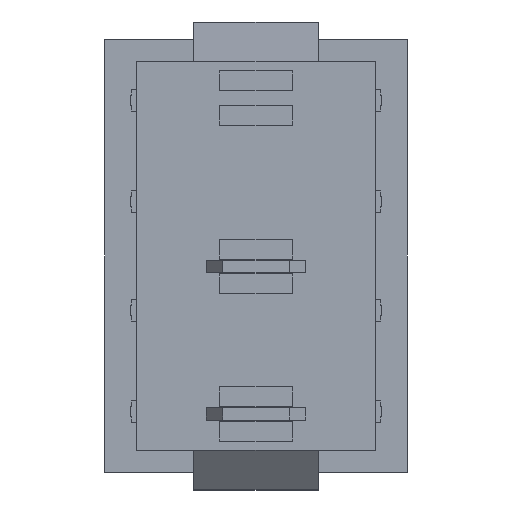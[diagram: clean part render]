
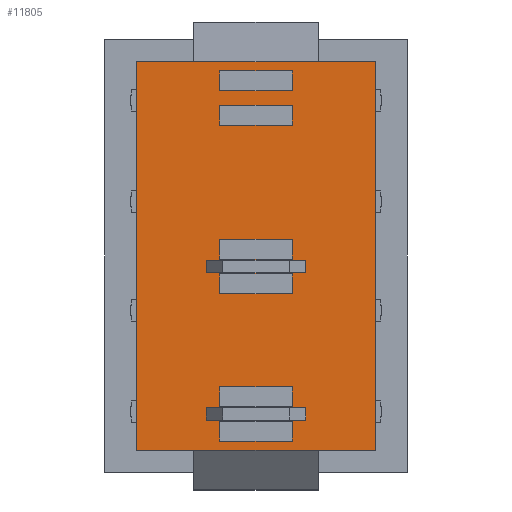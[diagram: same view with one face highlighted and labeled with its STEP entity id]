
A CAD part, front view. The second image highlights one B-rep face of the part: STEP entity #11805.
In plain terms, the highlighted planar face has unit normal (0, -1, 0).
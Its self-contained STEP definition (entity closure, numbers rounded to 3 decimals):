
#97=FACE_BOUND('',#3926,.T.);
#98=FACE_BOUND('',#3927,.T.);
#99=FACE_BOUND('',#3928,.T.);
#100=FACE_BOUND('',#3929,.T.);
#101=FACE_BOUND('',#3930,.T.);
#102=FACE_BOUND('',#3931,.T.);
#821=LINE('',#21621,#1940);
#828=LINE('',#21636,#1947);
#832=LINE('',#21644,#1951);
#835=LINE('',#21650,#1954);
#838=LINE('',#21655,#1957);
#840=LINE('',#21661,#1959);
#844=LINE('',#21669,#1963);
#847=LINE('',#21675,#1966);
#850=LINE('',#21680,#1969);
#852=LINE('',#21686,#1971);
#856=LINE('',#21694,#1975);
#859=LINE('',#21700,#1978);
#862=LINE('',#21705,#1981);
#864=LINE('',#21711,#1983);
#868=LINE('',#21719,#1987);
#871=LINE('',#21725,#1990);
#874=LINE('',#21730,#1993);
#876=LINE('',#21736,#1995);
#880=LINE('',#21744,#1999);
#883=LINE('',#21750,#2002);
#886=LINE('',#21755,#2005);
#888=LINE('',#21761,#2007);
#892=LINE('',#21769,#2011);
#895=LINE('',#21775,#2014);
#898=LINE('',#21780,#2017);
#1061=LINE('',#22102,#2180);
#1138=LINE('',#22269,#2257);
#1139=LINE('',#22271,#2258);
#1940=VECTOR('',#13317,10.);
#1947=VECTOR('',#13326,10.);
#1951=VECTOR('',#13332,10.);
#1954=VECTOR('',#13337,10.);
#1957=VECTOR('',#13342,10.);
#1959=VECTOR('',#13348,10.);
#1963=VECTOR('',#13354,10.);
#1966=VECTOR('',#13359,10.);
#1969=VECTOR('',#13364,10.);
#1971=VECTOR('',#13370,10.);
#1975=VECTOR('',#13376,10.);
#1978=VECTOR('',#13381,10.);
#1981=VECTOR('',#13386,10.);
#1983=VECTOR('',#13392,10.);
#1987=VECTOR('',#13398,10.);
#1990=VECTOR('',#13403,10.);
#1993=VECTOR('',#13408,10.);
#1995=VECTOR('',#13414,10.);
#1999=VECTOR('',#13420,10.);
#2002=VECTOR('',#13425,10.);
#2005=VECTOR('',#13430,10.);
#2007=VECTOR('',#13436,10.);
#2011=VECTOR('',#13442,10.);
#2014=VECTOR('',#13447,10.);
#2017=VECTOR('',#13452,10.);
#2180=VECTOR('',#13707,10.);
#2257=VECTOR('',#13884,10.);
#2258=VECTOR('',#13887,10.);
#2643=PLANE('',#12189);
#3252=FACE_OUTER_BOUND('',#3925,.T.);
#3925=EDGE_LOOP('',(#10623,#10624,#10625,#10626));
#3926=EDGE_LOOP('',(#10627,#10628,#10629,#10630));
#3927=EDGE_LOOP('',(#10631,#10632,#10633,#10634));
#3928=EDGE_LOOP('',(#10635,#10636,#10637,#10638));
#3929=EDGE_LOOP('',(#10639,#10640,#10641,#10642));
#3930=EDGE_LOOP('',(#10643,#10644,#10645,#10646));
#3931=EDGE_LOOP('',(#10647,#10648,#10649,#10650));
#5440=VERTEX_POINT('',#21618);
#5441=VERTEX_POINT('',#21620);
#5447=VERTEX_POINT('',#21634);
#5448=VERTEX_POINT('',#21635);
#5451=VERTEX_POINT('',#21643);
#5453=VERTEX_POINT('',#21649);
#5455=VERTEX_POINT('',#21659);
#5456=VERTEX_POINT('',#21660);
#5459=VERTEX_POINT('',#21668);
#5461=VERTEX_POINT('',#21674);
#5463=VERTEX_POINT('',#21684);
#5464=VERTEX_POINT('',#21685);
#5467=VERTEX_POINT('',#21693);
#5469=VERTEX_POINT('',#21699);
#5471=VERTEX_POINT('',#21709);
#5472=VERTEX_POINT('',#21710);
#5475=VERTEX_POINT('',#21718);
#5477=VERTEX_POINT('',#21724);
#5479=VERTEX_POINT('',#21734);
#5480=VERTEX_POINT('',#21735);
#5483=VERTEX_POINT('',#21743);
#5485=VERTEX_POINT('',#21749);
#5487=VERTEX_POINT('',#21759);
#5488=VERTEX_POINT('',#21760);
#5491=VERTEX_POINT('',#21768);
#5493=VERTEX_POINT('',#21774);
#5606=VERTEX_POINT('',#22099);
#5607=VERTEX_POINT('',#22101);
#7006=EDGE_CURVE('',#5440,#5441,#821,.T.);
#7013=EDGE_CURVE('',#5447,#5448,#828,.T.);
#7017=EDGE_CURVE('',#5448,#5451,#832,.T.);
#7020=EDGE_CURVE('',#5451,#5453,#835,.T.);
#7023=EDGE_CURVE('',#5453,#5447,#838,.T.);
#7025=EDGE_CURVE('',#5455,#5456,#840,.T.);
#7029=EDGE_CURVE('',#5456,#5459,#844,.T.);
#7032=EDGE_CURVE('',#5459,#5461,#847,.T.);
#7035=EDGE_CURVE('',#5461,#5455,#850,.T.);
#7037=EDGE_CURVE('',#5463,#5464,#852,.T.);
#7041=EDGE_CURVE('',#5464,#5467,#856,.T.);
#7044=EDGE_CURVE('',#5467,#5469,#859,.T.);
#7047=EDGE_CURVE('',#5469,#5463,#862,.T.);
#7049=EDGE_CURVE('',#5471,#5472,#864,.T.);
#7053=EDGE_CURVE('',#5472,#5475,#868,.T.);
#7056=EDGE_CURVE('',#5475,#5477,#871,.T.);
#7059=EDGE_CURVE('',#5477,#5471,#874,.T.);
#7061=EDGE_CURVE('',#5479,#5480,#876,.T.);
#7065=EDGE_CURVE('',#5480,#5483,#880,.T.);
#7068=EDGE_CURVE('',#5483,#5485,#883,.T.);
#7071=EDGE_CURVE('',#5485,#5479,#886,.T.);
#7073=EDGE_CURVE('',#5487,#5488,#888,.T.);
#7077=EDGE_CURVE('',#5488,#5491,#892,.T.);
#7080=EDGE_CURVE('',#5491,#5493,#895,.T.);
#7083=EDGE_CURVE('',#5493,#5487,#898,.T.);
#7246=EDGE_CURVE('',#5606,#5607,#1061,.T.);
#7331=EDGE_CURVE('',#5607,#5440,#1138,.T.);
#7332=EDGE_CURVE('',#5441,#5606,#1139,.T.);
#10623=ORIENTED_EDGE('',*,*,#7246,.F.);
#10624=ORIENTED_EDGE('',*,*,#7332,.F.);
#10625=ORIENTED_EDGE('',*,*,#7006,.F.);
#10626=ORIENTED_EDGE('',*,*,#7331,.F.);
#10627=ORIENTED_EDGE('',*,*,#7013,.T.);
#10628=ORIENTED_EDGE('',*,*,#7017,.T.);
#10629=ORIENTED_EDGE('',*,*,#7020,.T.);
#10630=ORIENTED_EDGE('',*,*,#7023,.T.);
#10631=ORIENTED_EDGE('',*,*,#7025,.T.);
#10632=ORIENTED_EDGE('',*,*,#7029,.T.);
#10633=ORIENTED_EDGE('',*,*,#7032,.T.);
#10634=ORIENTED_EDGE('',*,*,#7035,.T.);
#10635=ORIENTED_EDGE('',*,*,#7037,.T.);
#10636=ORIENTED_EDGE('',*,*,#7041,.T.);
#10637=ORIENTED_EDGE('',*,*,#7044,.T.);
#10638=ORIENTED_EDGE('',*,*,#7047,.T.);
#10639=ORIENTED_EDGE('',*,*,#7049,.T.);
#10640=ORIENTED_EDGE('',*,*,#7053,.T.);
#10641=ORIENTED_EDGE('',*,*,#7056,.T.);
#10642=ORIENTED_EDGE('',*,*,#7059,.T.);
#10643=ORIENTED_EDGE('',*,*,#7061,.T.);
#10644=ORIENTED_EDGE('',*,*,#7065,.T.);
#10645=ORIENTED_EDGE('',*,*,#7068,.T.);
#10646=ORIENTED_EDGE('',*,*,#7071,.T.);
#10647=ORIENTED_EDGE('',*,*,#7073,.T.);
#10648=ORIENTED_EDGE('',*,*,#7077,.T.);
#10649=ORIENTED_EDGE('',*,*,#7080,.T.);
#10650=ORIENTED_EDGE('',*,*,#7083,.T.);
#11805=ADVANCED_FACE('',(#3252,#97,#98,#99,#100,#101,#102),#2643,.T.);
#12189=AXIS2_PLACEMENT_3D('',#22274,#13892,#13893);
#13317=DIRECTION('',(0.,0.,-1.));
#13326=DIRECTION('',(0.,0.,1.));
#13332=DIRECTION('',(1.,0.,0.));
#13337=DIRECTION('',(0.,0.,-1.));
#13342=DIRECTION('',(-1.,0.,0.));
#13348=DIRECTION('',(0.,0.,1.));
#13354=DIRECTION('',(1.,0.,0.));
#13359=DIRECTION('',(0.,0.,-1.));
#13364=DIRECTION('',(-1.,0.,0.));
#13370=DIRECTION('',(1.,0.,0.));
#13376=DIRECTION('',(0.,0.,-1.));
#13381=DIRECTION('',(-1.,0.,0.));
#13386=DIRECTION('',(0.,0.,1.));
#13392=DIRECTION('',(0.,0.,1.));
#13398=DIRECTION('',(1.,0.,0.));
#13403=DIRECTION('',(0.,0.,-1.));
#13408=DIRECTION('',(-1.,0.,0.));
#13414=DIRECTION('',(0.,0.,1.));
#13420=DIRECTION('',(1.,0.,0.));
#13425=DIRECTION('',(0.,0.,-1.));
#13430=DIRECTION('',(-1.,0.,0.));
#13436=DIRECTION('',(0.,0.,1.));
#13442=DIRECTION('',(1.,0.,0.));
#13447=DIRECTION('',(0.,0.,-1.));
#13452=DIRECTION('',(-1.,0.,0.));
#13707=DIRECTION('',(0.,0.,1.));
#13884=DIRECTION('',(1.,0.,0.));
#13887=DIRECTION('',(-1.,0.,0.));
#13892=DIRECTION('center_axis',(0.,-1.,0.));
#13893=DIRECTION('ref_axis',(0.,0.,-1.));
#21618=CARTESIAN_POINT('',(10.475,-12.8,17.225));
#21620=CARTESIAN_POINT('',(10.475,-12.8,-1.475));
#21621=CARTESIAN_POINT('',(10.475,-12.8,-0.725));
#21634=CARTESIAN_POINT('',(3.,-12.8,-1.025));
#21635=CARTESIAN_POINT('',(3.,-12.8,-0.075));
#21636=CARTESIAN_POINT('',(3.,-12.8,3.9));
#21643=CARTESIAN_POINT('',(6.5,-12.8,-0.075));
#21644=CARTESIAN_POINT('',(5.625,-12.8,-0.075));
#21649=CARTESIAN_POINT('',(6.5,-12.8,-1.025));
#21650=CARTESIAN_POINT('',(6.5,-12.8,3.425));
#21655=CARTESIAN_POINT('',(3.875,-12.8,-1.025));
#21659=CARTESIAN_POINT('',(3.,-12.8,14.165));
#21660=CARTESIAN_POINT('',(3.,-12.8,15.115));
#21661=CARTESIAN_POINT('',(3.,-12.8,11.495));
#21668=CARTESIAN_POINT('',(6.5,-12.8,15.115));
#21669=CARTESIAN_POINT('',(5.625,-12.8,15.115));
#21674=CARTESIAN_POINT('',(6.5,-12.8,14.165));
#21675=CARTESIAN_POINT('',(6.5,-12.8,11.02));
#21680=CARTESIAN_POINT('',(3.875,-12.8,14.165));
#21684=CARTESIAN_POINT('',(3.,-12.8,8.675));
#21685=CARTESIAN_POINT('',(6.5,-12.8,8.675));
#21686=CARTESIAN_POINT('',(5.625,-12.8,8.675));
#21693=CARTESIAN_POINT('',(6.5,-12.8,7.725));
#21694=CARTESIAN_POINT('',(6.5,-12.8,7.8));
#21699=CARTESIAN_POINT('',(3.,-12.8,7.725));
#21700=CARTESIAN_POINT('',(3.875,-12.8,7.725));
#21705=CARTESIAN_POINT('',(3.,-12.8,8.275));
#21709=CARTESIAN_POINT('',(3.,-12.8,0.635));
#21710=CARTESIAN_POINT('',(3.,-12.8,1.585));
#21711=CARTESIAN_POINT('',(3.,-12.8,4.73));
#21718=CARTESIAN_POINT('',(6.5,-12.8,1.585));
#21719=CARTESIAN_POINT('',(5.625,-12.8,1.585));
#21724=CARTESIAN_POINT('',(6.5,-12.8,0.635));
#21725=CARTESIAN_POINT('',(6.5,-12.8,4.255));
#21730=CARTESIAN_POINT('',(3.875,-12.8,0.635));
#21734=CARTESIAN_POINT('',(3.,-12.8,15.825));
#21735=CARTESIAN_POINT('',(3.,-12.8,16.775));
#21736=CARTESIAN_POINT('',(3.,-12.8,12.325));
#21743=CARTESIAN_POINT('',(6.5,-12.8,16.775));
#21744=CARTESIAN_POINT('',(5.625,-12.8,16.775));
#21749=CARTESIAN_POINT('',(6.5,-12.8,15.825));
#21750=CARTESIAN_POINT('',(6.5,-12.8,11.85));
#21755=CARTESIAN_POINT('',(3.875,-12.8,15.825));
#21759=CARTESIAN_POINT('',(3.,-12.8,6.065));
#21760=CARTESIAN_POINT('',(3.,-12.8,7.015));
#21761=CARTESIAN_POINT('',(3.,-12.8,7.445));
#21768=CARTESIAN_POINT('',(6.5,-12.8,7.015));
#21769=CARTESIAN_POINT('',(5.625,-12.8,7.015));
#21774=CARTESIAN_POINT('',(6.5,-12.8,6.065));
#21775=CARTESIAN_POINT('',(6.5,-12.8,6.97));
#21780=CARTESIAN_POINT('',(3.875,-12.8,6.065));
#22099=CARTESIAN_POINT('',(-0.975,-12.8,-1.475));
#22101=CARTESIAN_POINT('',(-0.975,-12.8,17.225));
#22102=CARTESIAN_POINT('',(-0.975,-12.8,16.475));
#22269=CARTESIAN_POINT('',(-0.975,-12.8,17.225));
#22271=CARTESIAN_POINT('',(10.475,-12.8,-1.475));
#22274=CARTESIAN_POINT('Origin',(4.75,-12.8,7.875));
